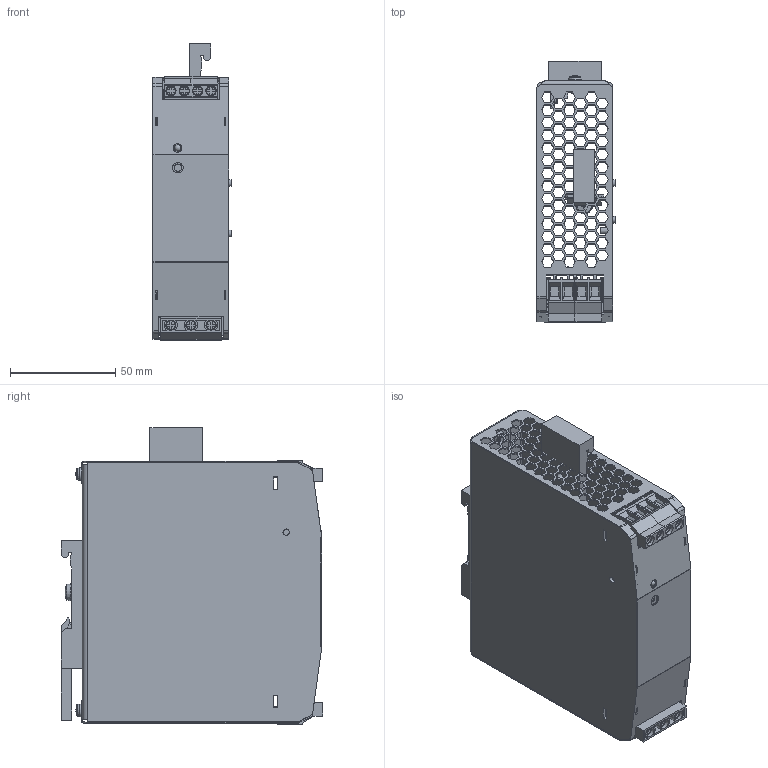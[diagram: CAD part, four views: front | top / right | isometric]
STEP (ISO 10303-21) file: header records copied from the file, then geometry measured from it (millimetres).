
FILE_DESCRIPTION( ( 'Unknown' ), '1' );
FILE_NAME( 'TIB_120.stp', 'Unknown', ( 'Unknown' ), ( 'Unknown' ), 'PSStep 14.0', 'Unknown', ' ' );
FILE_SCHEMA( ( 'AUTOMOTIVE_DESIGN { 1 0 10303 214 1 1 1 1 }' ) );
Length unit declared in the file: millimetre
Products named in the file (15): Assem1; MODULE; DIN_HOOK; DIN_LATCH; SCREW1-oa0
Bounding box: 37 x 124.04 x 140.55 mm (x, y, z)
Volume: 155578.6 mm3; surface area: 203292.3 mm2
Topology: 28 solids, 28 shells, 4354 faces, 12890 edges, 8684 vertices
Faces by surface type: plane 3656, cylinder 390, bspline 160, cone 72, torus 68, sphere 8
Full cylindrical faces by diameter (mm): 0.2 x12, 0.5 x4, 2 x2, 2.459 x4, 3 x24, 3.005 x8, 3.2 x18, 3.5 x10, 3.7 x4, 4 x18, 4.3 x2, 4.5 x6, 4.602 x8, 4.749 x8, 4.77 x6, 4.8 x12, 4.901 x8, 4.904 x8, 5 x2, 5.2 x2, 5.6 x10
Entity records: 95423 total; most frequent: CARTESIAN_POINT 20796, ORIENTED_EDGE 12418, DIRECTION 10380, EDGE_CURVE 6209, LINE 5214, VECTOR 5214, VERTEX_POINT 4267, EDGE_LOOP 2812
